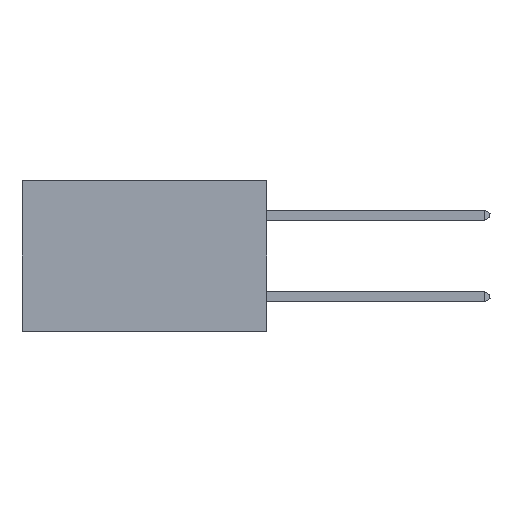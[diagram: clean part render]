
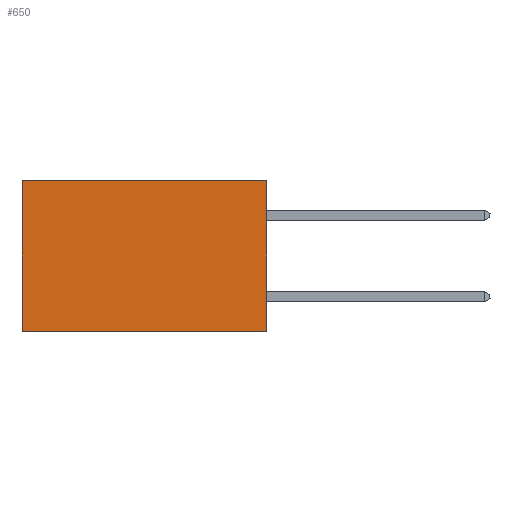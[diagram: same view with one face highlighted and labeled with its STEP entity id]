
A CAD part, left-side view. The second image highlights one B-rep face of the part: STEP entity #650.
In plain terms, the highlighted planar face has unit normal (-1, 0, 0).
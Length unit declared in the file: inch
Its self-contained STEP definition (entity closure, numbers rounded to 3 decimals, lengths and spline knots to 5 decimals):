
#121 = EDGE_CURVE ( 'NONE', #10539, #9652, #9826, .T. ) ;
#650 = ADVANCED_FACE ( 'NONE', ( #3824 ), #5632, .F. ) ;
#1923 = CARTESIAN_POINT ( 'NONE',  ( 0.2875, 0.6, -0.37 ) ) ;
#2042 = VECTOR ( 'NONE', #10874, 39.37008 ) ;
#2181 = DIRECTION ( 'NONE',  ( 0., 1., 0. ) ) ;
#3175 = EDGE_LOOP ( 'NONE', ( #17268, #13484, #6127, #12260 ) ) ;
#3482 = LINE ( 'NONE', #9231, #5007 ) ;
#3703 = CARTESIAN_POINT ( 'NONE',  ( 0.2875, 0.6, 0. ) ) ;
#3824 = FACE_OUTER_BOUND ( 'NONE', #3175, .T. ) ;
#4174 = DIRECTION ( 'NONE',  ( 0., 0., -1. ) ) ;
#4859 = LINE ( 'NONE', #12524, #11538 ) ;
#5007 = VECTOR ( 'NONE', #2181, 39.37008 ) ;
#5297 = EDGE_CURVE ( 'NONE', #10539, #9452, #3482, .T. ) ;
#5580 = VECTOR ( 'NONE', #12625, 39.37008 ) ;
#5632 = PLANE ( 'NONE',  #6375 ) ;
#6127 = ORIENTED_EDGE ( 'NONE', *, *, #121, .F. ) ;
#6375 = AXIS2_PLACEMENT_3D ( 'NONE', #13918, #12552, #4174 ) ;
#7852 = EDGE_CURVE ( 'NONE', #9452, #8613, #13168, .T. ) ;
#8613 = VERTEX_POINT ( 'NONE', #1923 ) ;
#9231 = CARTESIAN_POINT ( 'NONE',  ( 0.2875, 0., 0. ) ) ;
#9452 = VERTEX_POINT ( 'NONE', #3703 ) ;
#9619 = CARTESIAN_POINT ( 'NONE',  ( 0.2875, 0., 0. ) ) ;
#9652 = VERTEX_POINT ( 'NONE', #15976 ) ;
#9684 = CARTESIAN_POINT ( 'NONE',  ( 0.2875, 0.6, 0. ) ) ;
#9826 = LINE ( 'NONE', #15409, #2042 ) ;
#10539 = VERTEX_POINT ( 'NONE', #9619 ) ;
#10874 = DIRECTION ( 'NONE',  ( 0., 0., -1. ) ) ;
#11538 = VECTOR ( 'NONE', #14934, 39.37008 ) ;
#12260 = ORIENTED_EDGE ( 'NONE', *, *, #5297, .T. ) ;
#12524 = CARTESIAN_POINT ( 'NONE',  ( 0.2875, 0., -0.37 ) ) ;
#12552 = DIRECTION ( 'NONE',  ( 1., 0., 0. ) ) ;
#12625 = DIRECTION ( 'NONE',  ( 0., 0., -1. ) ) ;
#13168 = LINE ( 'NONE', #9684, #5580 ) ;
#13484 = ORIENTED_EDGE ( 'NONE', *, *, #17652, .F. ) ;
#13918 = CARTESIAN_POINT ( 'NONE',  ( 0.2875, 0., 0. ) ) ;
#14934 = DIRECTION ( 'NONE',  ( 0., 1., 0. ) ) ;
#15409 = CARTESIAN_POINT ( 'NONE',  ( 0.2875, 0., 0. ) ) ;
#15976 = CARTESIAN_POINT ( 'NONE',  ( 0.2875, 0., -0.37 ) ) ;
#17268 = ORIENTED_EDGE ( 'NONE', *, *, #7852, .T. ) ;
#17652 = EDGE_CURVE ( 'NONE', #9652, #8613, #4859, .T. ) ;
